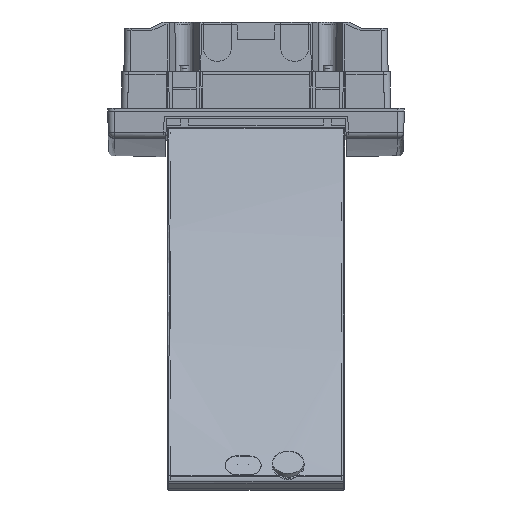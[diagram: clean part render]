
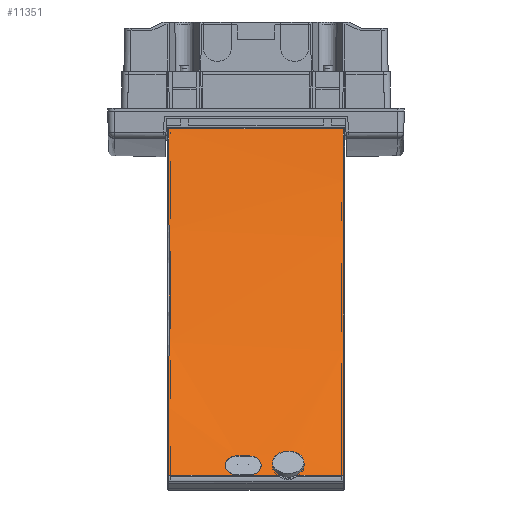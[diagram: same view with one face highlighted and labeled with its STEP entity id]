
A CAD part, left-side view. The second image highlights one B-rep face of the part: STEP entity #11351.
In plain terms, the highlighted cylindrical face has radius 1229.2 mm (diameter 2458.4 mm), a partial arc.
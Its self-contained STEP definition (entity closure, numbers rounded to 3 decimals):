
#247=CYLINDRICAL_SURFACE('',#12112,1229.201);
#388=B_SPLINE_CURVE_WITH_KNOTS('',3,(#16285,#16286,#16287,#16288,#16289,
#16290,#16291),.UNSPECIFIED.,.F.,.F.,(4,1,1,1,4),(0.,
0.004,0.007,0.011,0.014),
 .UNSPECIFIED.);
#389=B_SPLINE_CURVE_WITH_KNOTS('',3,(#16295,#16296,#16297,#16298,#16299,
#16300,#16301),.UNSPECIFIED.,.F.,.F.,(4,1,1,1,4),(0.,
0.004,0.007,0.011,0.014),
 .UNSPECIFIED.);
#390=B_SPLINE_CURVE_WITH_KNOTS('',3,(#16305,#16306,#16307,#16308,#16309,
#16310,#16311),.UNSPECIFIED.,.F.,.F.,(4,1,1,1,4),(0.,
0.004,0.007,0.011,0.014),
 .UNSPECIFIED.);
#391=B_SPLINE_CURVE_WITH_KNOTS('',3,(#16315,#16316,#16317,#16318,#16319,
#16320,#16321),.UNSPECIFIED.,.F.,.F.,(4,1,1,1,4),(0.,
0.004,0.007,0.011,0.014),
 .UNSPECIFIED.);
#392=B_SPLINE_CURVE_WITH_KNOTS('',3,(#16325,#16326,#16327,#16328,#16329,
#16330,#16331,#16332,#16333,#16334,#16335,#16336,#16337,#16338,#16339,#16340),
 .UNSPECIFIED.,.F.,.F.,(4,1,1,1,1,1,1,1,1,1,1,1,1,4),(0.,
0.004,0.008,0.012,0.016,
0.02,0.024,0.029,0.033,
0.037,0.041,0.049,0.057,
0.065),.UNSPECIFIED.);
#393=B_SPLINE_CURVE_WITH_KNOTS('',3,(#16344,#16345,#16346,#16347,#16348),
 .UNSPECIFIED.,.F.,.F.,(4,1,4),(0.,0.5,1.),.UNSPECIFIED.);
#394=B_SPLINE_CURVE_WITH_KNOTS('',3,(#16352,#16353,#16354,#16355,#16356),
 .UNSPECIFIED.,.F.,.F.,(4,1,4),(0.,0.5,1.),.UNSPECIFIED.);
#519=LINE('',#16282,#1696);
#520=LINE('',#16303,#1697);
#521=LINE('',#16322,#1698);
#522=LINE('',#16342,#1699);
#523=LINE('',#16350,#1700);
#1696=VECTOR('',#13111,1000.);
#1697=VECTOR('',#13114,1000.);
#1698=VECTOR('',#13117,1000.);
#1699=VECTOR('',#13118,1000.);
#1700=VECTOR('',#13119,1000.);
#2887=ORIENTED_EDGE('',*,*,#6280,.F.);
#2888=ORIENTED_EDGE('',*,*,#6281,.F.);
#2889=ORIENTED_EDGE('',*,*,#6282,.T.);
#2890=ORIENTED_EDGE('',*,*,#6283,.F.);
#2891=ORIENTED_EDGE('',*,*,#6284,.T.);
#2892=ORIENTED_EDGE('',*,*,#6285,.F.);
#2893=ORIENTED_EDGE('',*,*,#6286,.F.);
#2894=ORIENTED_EDGE('',*,*,#6287,.F.);
#2895=ORIENTED_EDGE('',*,*,#6288,.F.);
#2896=ORIENTED_EDGE('',*,*,#6289,.T.);
#2897=ORIENTED_EDGE('',*,*,#6290,.F.);
#2898=ORIENTED_EDGE('',*,*,#6291,.T.);
#2899=ORIENTED_EDGE('',*,*,#6292,.T.);
#2900=ORIENTED_EDGE('',*,*,#6293,.T.);
#6280=EDGE_CURVE('',#7976,#7977,#519,.T.);
#6281=EDGE_CURVE('',#7978,#7976,#388,.T.);
#6282=EDGE_CURVE('',#7978,#7979,#9113,.T.);
#6283=EDGE_CURVE('',#7980,#7979,#389,.T.);
#6284=EDGE_CURVE('',#7980,#7981,#520,.T.);
#6285=EDGE_CURVE('',#7982,#7981,#390,.T.);
#6286=EDGE_CURVE('',#7983,#7982,#9114,.T.);
#6287=EDGE_CURVE('',#7977,#7983,#391,.T.);
#6288=EDGE_CURVE('',#7984,#7985,#521,.T.);
#6289=EDGE_CURVE('',#7984,#7986,#392,.T.);
#6290=EDGE_CURVE('',#7987,#7986,#522,.T.);
#6291=EDGE_CURVE('',#7987,#7988,#393,.T.);
#6292=EDGE_CURVE('',#7988,#7989,#523,.T.);
#6293=EDGE_CURVE('',#7989,#7985,#394,.T.);
#7976=VERTEX_POINT('',#16283);
#7977=VERTEX_POINT('',#16284);
#7978=VERTEX_POINT('',#16292);
#7979=VERTEX_POINT('',#16294);
#7980=VERTEX_POINT('',#16302);
#7981=VERTEX_POINT('',#16304);
#7982=VERTEX_POINT('',#16312);
#7983=VERTEX_POINT('',#16314);
#7984=VERTEX_POINT('',#16323);
#7985=VERTEX_POINT('',#16324);
#7986=VERTEX_POINT('',#16341);
#7987=VERTEX_POINT('',#16343);
#7988=VERTEX_POINT('',#16349);
#7989=VERTEX_POINT('',#16351);
#9113=CIRCLE('',#12113,1229.201);
#9114=CIRCLE('',#12114,1229.201);
#9414=EDGE_LOOP('',(#2887,#2888,#2889,#2890,#2891,#2892,#2893,#2894));
#9415=EDGE_LOOP('',(#2895,#2896,#2897,#2898,#2899,#2900));
#10165=FACE_BOUND('',#9414,.T.);
#10166=FACE_BOUND('',#9415,.T.);
#11351=ADVANCED_FACE('',(#10165,#10166),#247,.T.);
#12112=AXIS2_PLACEMENT_3D('',#16281,#13109,#13110);
#12113=AXIS2_PLACEMENT_3D('',#16293,#13112,#13113);
#12114=AXIS2_PLACEMENT_3D('',#16313,#13115,#13116);
#13109=DIRECTION('',(0.,0.,-1.));
#13110=DIRECTION('',(-1.,0.,0.));
#13111=DIRECTION('',(0.,0.,1.));
#13112=DIRECTION('',(0.,0.,-1.));
#13113=DIRECTION('',(-1.,0.,0.));
#13114=DIRECTION('',(0.,0.,1.));
#13115=DIRECTION('',(0.,0.,-1.));
#13116=DIRECTION('',(-1.,0.,0.));
#13117=DIRECTION('',(0.,0.,-1.));
#13118=DIRECTION('',(0.,0.,-1.));
#13119=DIRECTION('',(0.,0.,-1.));
#16281=CARTESIAN_POINT('',(0.,-1202.601,69.235));
#16282=CARTESIAN_POINT('',(-190.495,11.749,-24.));
#16283=CARTESIAN_POINT('',(-190.495,11.749,-15.));
#16284=CARTESIAN_POINT('',(-190.495,11.749,-5.));
#16285=CARTESIAN_POINT('',(-181.599,13.112,-24.));
#16286=CARTESIAN_POINT('',(-182.774,12.936,-24.));
#16287=CARTESIAN_POINT('',(-185.089,12.587,-23.531));
#16288=CARTESIAN_POINT('',(-188.053,12.131,-21.531));
#16289=CARTESIAN_POINT('',(-190.027,11.823,-18.541));
#16290=CARTESIAN_POINT('',(-190.495,11.749,-16.188));
#16291=CARTESIAN_POINT('',(-190.495,11.749,-15.));
#16292=CARTESIAN_POINT('',(-181.599,13.112,-24.));
#16293=CARTESIAN_POINT('',(0.,-1202.601,-24.));
#16294=CARTESIAN_POINT('',(-181.401,13.141,-24.));
#16295=CARTESIAN_POINT('',(-172.495,14.437,-15.));
#16296=CARTESIAN_POINT('',(-172.495,14.437,-16.188));
#16297=CARTESIAN_POINT('',(-172.959,14.371,-18.53));
#16298=CARTESIAN_POINT('',(-174.939,14.089,-21.529));
#16299=CARTESIAN_POINT('',(-177.898,13.66,-23.526));
#16300=CARTESIAN_POINT('',(-180.226,13.316,-24.));
#16301=CARTESIAN_POINT('',(-181.401,13.141,-24.));
#16302=CARTESIAN_POINT('',(-172.495,14.437,-15.));
#16303=CARTESIAN_POINT('',(-172.495,14.437,-24.));
#16304=CARTESIAN_POINT('',(-172.495,14.437,-5.));
#16305=CARTESIAN_POINT('',(-181.401,13.141,4.));
#16306=CARTESIAN_POINT('',(-180.226,13.316,4.));
#16307=CARTESIAN_POINT('',(-177.91,13.658,3.531));
#16308=CARTESIAN_POINT('',(-174.942,14.088,1.531));
#16309=CARTESIAN_POINT('',(-172.964,14.37,-1.459));
#16310=CARTESIAN_POINT('',(-172.495,14.437,-3.812));
#16311=CARTESIAN_POINT('',(-172.495,14.437,-5.));
#16312=CARTESIAN_POINT('',(-181.401,13.141,4.));
#16313=CARTESIAN_POINT('',(0.,-1202.601,4.));
#16314=CARTESIAN_POINT('',(-181.599,13.112,4.));
#16315=CARTESIAN_POINT('',(-190.495,11.749,-5.));
#16316=CARTESIAN_POINT('',(-190.495,11.749,-3.812));
#16317=CARTESIAN_POINT('',(-190.032,11.822,-1.47));
#16318=CARTESIAN_POINT('',(-188.056,12.13,1.529));
#16319=CARTESIAN_POINT('',(-185.101,12.585,3.526));
#16320=CARTESIAN_POINT('',(-182.774,12.936,4.));
#16321=CARTESIAN_POINT('',(-181.599,13.112,4.));
#16322=CARTESIAN_POINT('',(-191.1,11.654,69.235));
#16323=CARTESIAN_POINT('',(-191.1,11.654,19.178));
#16324=CARTESIAN_POINT('',(-191.1,11.654,-68.142));
#16325=CARTESIAN_POINT('',(-191.1,11.654,19.178));
#16326=CARTESIAN_POINT('',(-190.43,11.76,17.975));
#16327=CARTESIAN_POINT('',(-188.72,12.028,15.836));
#16328=CARTESIAN_POINT('',(-185.241,12.564,13.609));
#16329=CARTESIAN_POINT('',(-181.249,13.166,12.63));
#16330=CARTESIAN_POINT('',(-177.153,13.77,12.985));
#16331=CARTESIAN_POINT('',(-173.38,14.312,14.642));
#16332=CARTESIAN_POINT('',(-170.334,14.742,17.439));
#16333=CARTESIAN_POINT('',(-168.351,15.017,21.085));
#16334=CARTESIAN_POINT('',(-167.66,15.112,25.187));
#16335=CARTESIAN_POINT('',(-168.343,15.018,29.289));
#16336=CARTESIAN_POINT('',(-170.974,14.653,34.164));
#16337=CARTESIAN_POINT('',(-176.963,13.805,38.087));
#16338=CARTESIAN_POINT('',(-185.494,12.532,37.432));
#16339=CARTESIAN_POINT('',(-189.761,11.865,33.628));
#16340=CARTESIAN_POINT('',(-191.1,11.654,31.222));
#16341=CARTESIAN_POINT('',(-191.1,11.654,31.222));
#16342=CARTESIAN_POINT('',(-191.1,11.654,69.235));
#16343=CARTESIAN_POINT('',(-191.1,11.654,68.142));
#16344=CARTESIAN_POINT('',(-191.1,11.654,68.142));
#16345=CARTESIAN_POINT('',(-127.918,21.598,68.055));
#16346=CARTESIAN_POINT('',(0.,31.602,67.968));
#16347=CARTESIAN_POINT('',(127.918,21.598,68.055));
#16348=CARTESIAN_POINT('',(191.1,11.654,68.142));
#16349=CARTESIAN_POINT('',(191.1,11.654,68.142));
#16350=CARTESIAN_POINT('',(191.1,11.654,69.235));
#16351=CARTESIAN_POINT('',(191.1,11.654,-68.142));
#16352=CARTESIAN_POINT('',(191.1,11.654,-68.142));
#16353=CARTESIAN_POINT('',(127.918,21.598,-68.055));
#16354=CARTESIAN_POINT('',(0.,31.602,-67.968));
#16355=CARTESIAN_POINT('',(-127.918,21.598,-68.055));
#16356=CARTESIAN_POINT('',(-191.1,11.654,-68.142));
